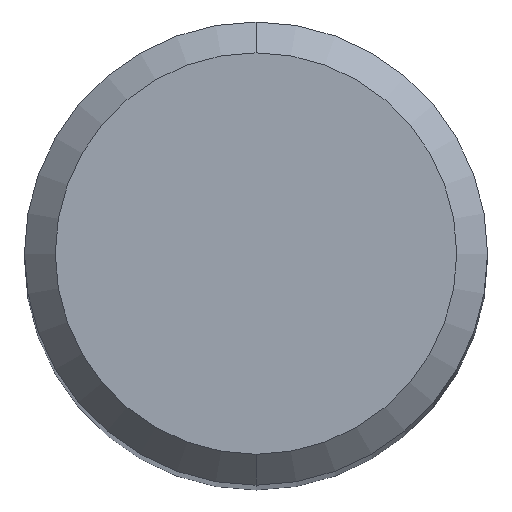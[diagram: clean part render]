
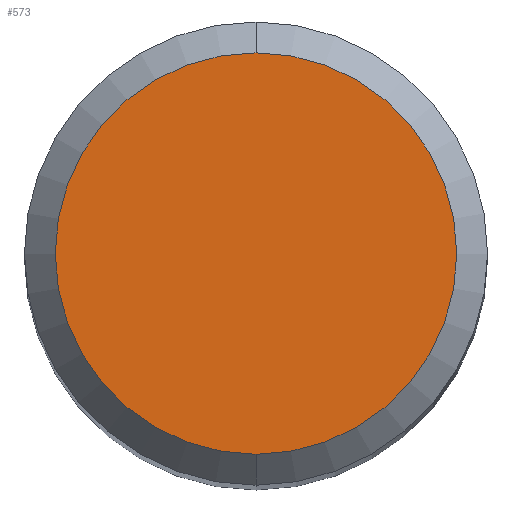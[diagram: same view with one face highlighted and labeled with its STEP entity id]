
A CAD part, top view. The second image highlights one B-rep face of the part: STEP entity #573.
In plain terms, the highlighted planar face has unit normal (0, 0, 1).
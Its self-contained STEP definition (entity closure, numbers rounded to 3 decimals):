
#573=ADVANCED_FACE('',(#1445),#1446,.T.);
#605=EDGE_CURVE('',#689,#1253,#1482,.T.);
#689=VERTEX_POINT('',#1570);
#1075=EDGE_CURVE('',#1253,#689,#1997,.T.);
#1253=VERTEX_POINT('',#2187);
#1445=FACE_OUTER_BOUND('',#3347,.T.);
#1446=PLANE('',#3348);
#1482=CIRCLE('',#3422,2.6);
#1570=CARTESIAN_POINT('',(0.,-2.6,0.0));
#1997=CIRCLE('',#5980,2.6);
#2187=CARTESIAN_POINT('',(0.0,2.6,0.0));
#3347=EDGE_LOOP('',(#7781,#7782));
#3348=AXIS2_PLACEMENT_3D('',#7783,#7784,#7785);
#3422=AXIS2_PLACEMENT_3D('',#7831,#7832,#7833);
#5980=AXIS2_PLACEMENT_3D('',#8465,#8466,#8467);
#7781=ORIENTED_EDGE('',*,*,#1075,.F.);
#7782=ORIENTED_EDGE('',*,*,#605,.F.);
#7783=CARTESIAN_POINT('',(0.0,1.3,0.0));
#7784=DIRECTION('',(-0.0,0.0,1.0));
#7785=DIRECTION('',(0.0,-1.0,0.0));
#7831=CARTESIAN_POINT('',(0.0,0.0,0.0));
#7832=DIRECTION('',(0.0,0.0,-1.0));
#7833=DIRECTION('',(0.0,1.0,0.0));
#8465=CARTESIAN_POINT('',(0.0,0.0,0.0));
#8466=DIRECTION('',(0.0,0.0,-1.0));
#8467=DIRECTION('',(0.0,1.0,0.0));
